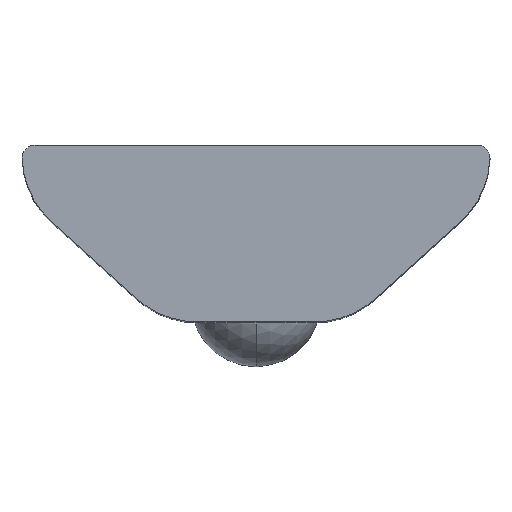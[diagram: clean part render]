
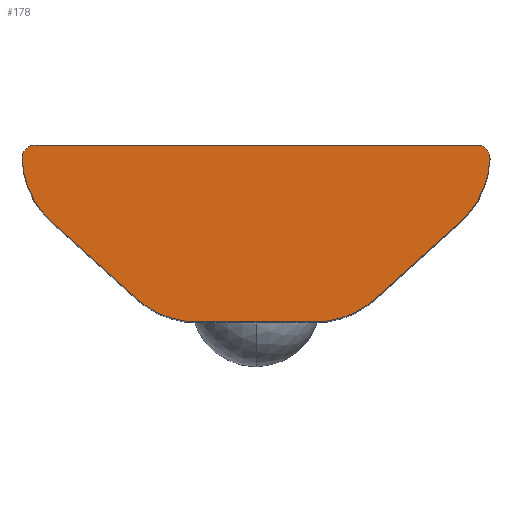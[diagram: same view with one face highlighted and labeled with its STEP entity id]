
A CAD part, top view. The second image highlights one B-rep face of the part: STEP entity #178.
In plain terms, the highlighted planar face has unit normal (0, 0, 1).
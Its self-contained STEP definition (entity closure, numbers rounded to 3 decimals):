
#3 = EDGE_CURVE ( 'NONE', #818, #482, #601, .T. ) ;
#7 = EDGE_CURVE ( 'NONE', #457, #335, #599, .T. ) ;
#35 = CIRCLE ( 'NONE', #644, 3.5 ) ;
#42 = CARTESIAN_POINT ( 'NONE',  ( -7.843, -2.973, 23. ) ) ;
#68 = CIRCLE ( 'NONE', #660, 3.5 ) ;
#80 = LINE ( 'NONE', #388, #150 ) ;
#105 = CIRCLE ( 'NONE', #367, 3.5 ) ;
#114 = LINE ( 'NONE', #643, #749 ) ;
#150 = VECTOR ( 'NONE', #668, 1000. ) ;
#177 = CIRCLE ( 'NONE', #389, 3.5 ) ;
#178 = ADVANCED_FACE ( 'NONE', ( #441 ), #633, .T. ) ;
#183 = VERTEX_POINT ( 'NONE', #515 ) ;
#205 = CARTESIAN_POINT ( 'NONE',  ( -8.499, -0.5, 23. ) ) ;
#240 = LINE ( 'NONE', #489, #413 ) ;
#244 = CARTESIAN_POINT ( 'NONE',  ( 8.499, 0., 23. ) ) ;
#246 = CARTESIAN_POINT ( 'NONE',  ( 2.25, -6.8, 23. ) ) ;
#249 = CARTESIAN_POINT ( 'NONE',  ( 8.998, -0.521, 23. ) ) ;
#269 = CARTESIAN_POINT ( 'NONE',  ( 7.843, -2.973, 23. ) ) ;
#278 = CARTESIAN_POINT ( 'NONE',  ( -8.499, 0., 23. ) ) ;
#281 = VECTOR ( 'NONE', #429, 1000. ) ;
#312 = LINE ( 'NONE', #467, #281 ) ;
#323 = CARTESIAN_POINT ( 'NONE',  ( -2.25, -6.8, 23. ) ) ;
#335 = VERTEX_POINT ( 'NONE', #446 ) ;
#367 = AXIS2_PLACEMENT_3D ( 'NONE', #528, #514, #511 ) ;
#369 = AXIS2_PLACEMENT_3D ( 'NONE', #544, #541, #538 ) ;
#373 = ORIENTED_EDGE ( 'NONE', *, *, #727, .T. ) ;
#386 = ORIENTED_EDGE ( 'NONE', *, *, #3, .T. ) ;
#387 = ORIENTED_EDGE ( 'NONE', *, *, #712, .T. ) ;
#388 = CARTESIAN_POINT ( 'NONE',  ( -7.843, -2.973, 23. ) ) ;
#389 = AXIS2_PLACEMENT_3D ( 'NONE', #691, #680, #676 ) ;
#391 = DIRECTION ( 'NONE',  ( 1., 0., 0. ) ) ;
#399 = ORIENTED_EDGE ( 'NONE', *, *, #7, .T. ) ;
#401 = DIRECTION ( 'NONE',  ( 0., 0., 1. ) ) ;
#413 = VECTOR ( 'NONE', #464, 1000. ) ;
#414 = ORIENTED_EDGE ( 'NONE', *, *, #723, .T. ) ;
#428 = DIRECTION ( 'NONE',  ( 0., 0., 1. ) ) ;
#429 = DIRECTION ( 'NONE',  ( 1., 0., 0. ) ) ;
#436 = ORIENTED_EDGE ( 'NONE', *, *, #607, .T. ) ;
#441 = FACE_OUTER_BOUND ( 'NONE', #725, .T. ) ;
#444 = DIRECTION ( 'NONE',  ( 1., 0., 0. ) ) ;
#446 = CARTESIAN_POINT ( 'NONE',  ( -8.999, -0.5, 23. ) ) ;
#450 = DIRECTION ( 'NONE',  ( 1., 0., 0. ) ) ;
#457 = VERTEX_POINT ( 'NONE', #278 ) ;
#460 = CARTESIAN_POINT ( 'NONE',  ( -8.998, -0.521, 23. ) ) ;
#464 = DIRECTION ( 'NONE',  ( 0.743, 0.669, 0. ) ) ;
#467 = CARTESIAN_POINT ( 'NONE',  ( -2.25, -6.8, 23. ) ) ;
#482 = VERTEX_POINT ( 'NONE', #244 ) ;
#487 = CARTESIAN_POINT ( 'NONE',  ( -2.25, -3.3, 23. ) ) ;
#489 = CARTESIAN_POINT ( 'NONE',  ( 7.843, -2.973, 23. ) ) ;
#490 = AXIS2_PLACEMENT_3D ( 'NONE', #605, #542, #539 ) ;
#491 = CARTESIAN_POINT ( 'NONE',  ( 8.499, -0.5, 23. ) ) ;
#496 = DIRECTION ( 'NONE',  ( 0., 0., 1. ) ) ;
#511 = DIRECTION ( 'NONE',  ( 1., 0., 0. ) ) ;
#514 = DIRECTION ( 'NONE',  ( 0., 0., 1. ) ) ;
#515 = CARTESIAN_POINT ( 'NONE',  ( 4.592, -5.901, 23. ) ) ;
#528 = CARTESIAN_POINT ( 'NONE',  ( 5.501, -0.372, 23. ) ) ;
#533 = ORIENTED_EDGE ( 'NONE', *, *, #649, .T. ) ;
#535 = ORIENTED_EDGE ( 'NONE', *, *, #631, .T. ) ;
#538 = DIRECTION ( 'NONE',  ( 1., 0., 0. ) ) ;
#539 = DIRECTION ( 'NONE',  ( 1., 0., 0. ) ) ;
#541 = DIRECTION ( 'NONE',  ( 0., 0., 1. ) ) ;
#542 = DIRECTION ( 'NONE',  ( 0., 0., 1. ) ) ;
#544 = CARTESIAN_POINT ( 'NONE',  ( -8.499, -0.5, 23. ) ) ;
#546 = ORIENTED_EDGE ( 'NONE', *, *, #750, .T. ) ;
#564 = ORIENTED_EDGE ( 'NONE', *, *, #696, .T. ) ;
#565 = VERTEX_POINT ( 'NONE', #42 ) ;
#575 = ORIENTED_EDGE ( 'NONE', *, *, #737, .T. ) ;
#599 = CIRCLE ( 'NONE', #783, 0.5 ) ;
#601 = CIRCLE ( 'NONE', #807, 0.5 ) ;
#605 = CARTESIAN_POINT ( 'NONE',  ( 2.25, -3.3, 23. ) ) ;
#607 = EDGE_CURVE ( 'NONE', #745, #565, #68, .T. ) ;
#610 = VERTEX_POINT ( 'NONE', #663 ) ;
#618 = DIRECTION ( 'NONE',  ( 1., 0., 0. ) ) ;
#628 = DIRECTION ( 'NONE',  ( -1., 0., 0. ) ) ;
#631 = EDGE_CURVE ( 'NONE', #610, #806, #35, .T. ) ;
#632 = DIRECTION ( 'NONE',  ( 0., 0., 1. ) ) ;
#633 = PLANE ( 'NONE',  #490 ) ;
#643 = CARTESIAN_POINT ( 'NONE',  ( 8.982, 0., 23. ) ) ;
#644 = AXIS2_PLACEMENT_3D ( 'NONE', #487, #496, #444 ) ;
#649 = EDGE_CURVE ( 'NONE', #565, #610, #80, .T. ) ;
#657 = CARTESIAN_POINT ( 'NONE',  ( -5.501, -0.372, 23. ) ) ;
#660 = AXIS2_PLACEMENT_3D ( 'NONE', #657, #632, #618 ) ;
#663 = CARTESIAN_POINT ( 'NONE',  ( -4.592, -5.901, 23. ) ) ;
#668 = DIRECTION ( 'NONE',  ( 0.743, -0.669, 0. ) ) ;
#676 = DIRECTION ( 'NONE',  ( 1., 0., 0. ) ) ;
#680 = DIRECTION ( 'NONE',  ( 0., 0., 1. ) ) ;
#691 = CARTESIAN_POINT ( 'NONE',  ( 2.25, -3.3, 23. ) ) ;
#696 = EDGE_CURVE ( 'NONE', #824, #183, #177, .T. ) ;
#712 = EDGE_CURVE ( 'NONE', #482, #457, #114, .T. ) ;
#723 = EDGE_CURVE ( 'NONE', #335, #745, #738, .T. ) ;
#725 = EDGE_LOOP ( 'NONE', ( #373, #386, #387, #399, #414, #436, #533, #535, #546, #564, #575 ) ) ;
#727 = EDGE_CURVE ( 'NONE', #822, #818, #105, .T. ) ;
#737 = EDGE_CURVE ( 'NONE', #183, #822, #240, .T. ) ;
#738 = CIRCLE ( 'NONE', #369, 0.5 ) ;
#745 = VERTEX_POINT ( 'NONE', #460 ) ;
#749 = VECTOR ( 'NONE', #628, 1000. ) ;
#750 = EDGE_CURVE ( 'NONE', #806, #824, #312, .T. ) ;
#783 = AXIS2_PLACEMENT_3D ( 'NONE', #205, #401, #391 ) ;
#806 = VERTEX_POINT ( 'NONE', #323 ) ;
#807 = AXIS2_PLACEMENT_3D ( 'NONE', #491, #428, #450 ) ;
#818 = VERTEX_POINT ( 'NONE', #249 ) ;
#822 = VERTEX_POINT ( 'NONE', #269 ) ;
#824 = VERTEX_POINT ( 'NONE', #246 ) ;
